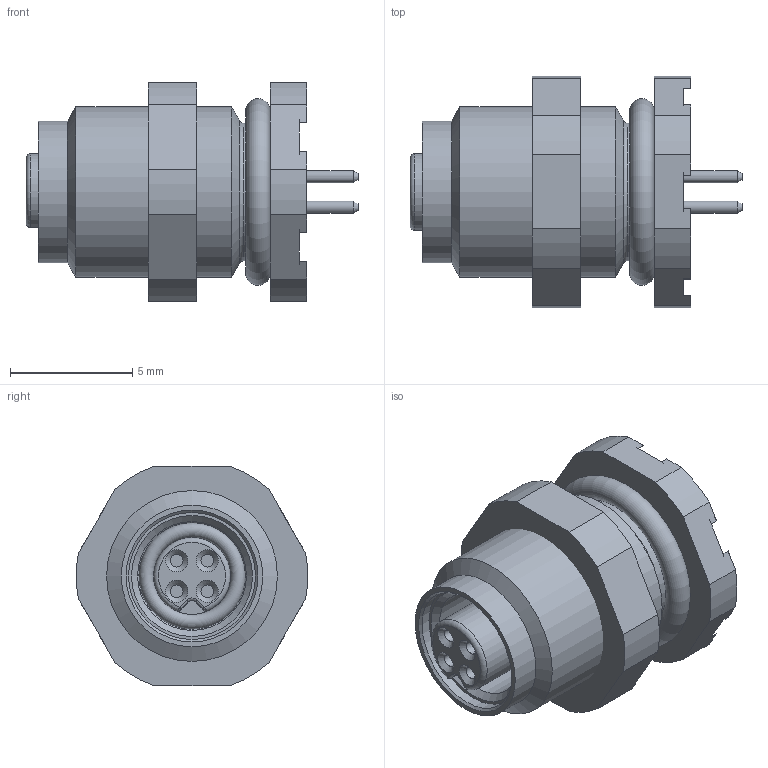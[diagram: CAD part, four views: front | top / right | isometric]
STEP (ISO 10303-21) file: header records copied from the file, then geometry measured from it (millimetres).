
FILE_DESCRIPTION(/* description */ (''),/* implementation_level */ '2;1');
FILE_NAME(/* name */ '09-3112-81-04_bg',/* time_stamp */ '2008-04-01T15:43:52+02:00',/* author */ (''),/* organization */ (''),/* preprocessor_version */ 'ST-DEVELOPER v9',/* originating_system */ 'UGS - NX 4.0',/* authorisation */ '');
FILE_SCHEMA (('CONFIG_CONTROL_DESIGN'));
Length unit declared in the file: millimetre
Products named in the file (1): kbor6EBDnf0s
Bounding box: 13.6 x 9.48 x 9 mm (x, y, z)
Volume: 452 mm3; surface area: 817.8 mm2
Topology: 2 solids, 2 shells, 110 faces, 253 edges, 164 vertices
Faces by surface type: cylinder 45, plane 42, cone 16, torus 5, bspline 2
Full cylindrical faces by diameter (mm): 0.5 x4, 0.52 x4, 0.95 x4, 3.15 x1, 3.4 x1, 3.68 x1, 4.3 x1, 4.459 x1, 5.2 x1, 5.65 x1, 5.8 x1, 6.188 x1, 7 x1
Entity records: 2938 total; most frequent: CARTESIAN_POINT 537, DIRECTION 518, ORIENTED_EDGE 392, AXIS2_PLACEMENT_3D 217, EDGE_CURVE 196, EDGE_LOOP 170, VERTEX_POINT 148, ADVANCED_FACE 110
